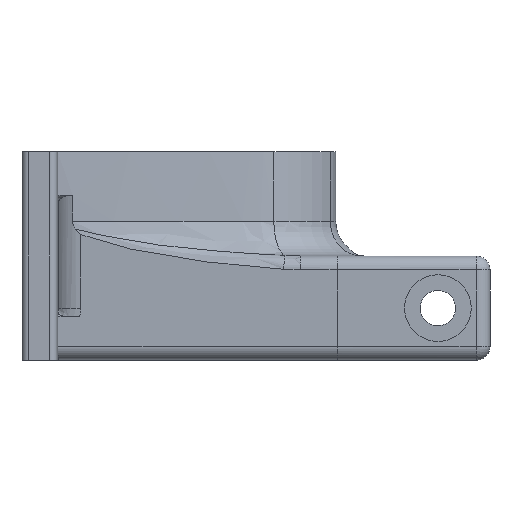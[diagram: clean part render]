
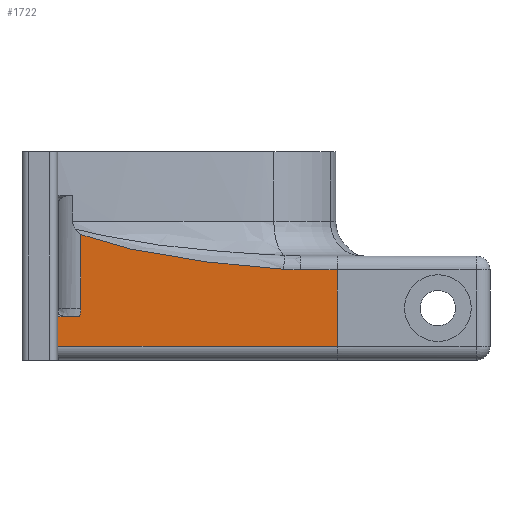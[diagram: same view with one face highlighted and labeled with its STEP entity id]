
A CAD part, front view. The second image highlights one B-rep face of the part: STEP entity #1722.
In plain terms, the highlighted planar face has unit normal (-0.037, -0.999, 0).
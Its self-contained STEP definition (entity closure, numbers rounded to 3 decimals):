
#37=(
BOUNDED_CURVE()
B_SPLINE_CURVE(2,(#3436,#3437,#3438),.UNSPECIFIED.,.F.,.F.)
B_SPLINE_CURVE_WITH_KNOTS((3,3),(1.296,1.609),
 .UNSPECIFIED.)
CURVE()
GEOMETRIC_REPRESENTATION_ITEM()
RATIONAL_B_SPLINE_CURVE((0.999,0.999,0.999))
REPRESENTATION_ITEM('')
);
#186=PLANE('',#1863);
#240=LINE('',#2852,#358);
#265=LINE('',#3608,#383);
#270=LINE('',#3669,#388);
#271=LINE('',#3672,#389);
#272=LINE('',#3673,#390);
#358=VECTOR('',#2064,5.);
#383=VECTOR('',#2159,10.);
#388=VECTOR('',#2190,10.);
#389=VECTOR('',#2195,10.);
#390=VECTOR('',#2196,10.);
#484=FACE_OUTER_BOUND('',#587,.T.);
#587=EDGE_LOOP('',(#1407,#1408,#1409,#1410,#1411,#1412,#1413,#1414,#1415));
#671=B_SPLINE_CURVE_WITH_KNOTS('',3,(#2940,#2941,#2942,#2943,#2944,#2945,
#2946,#2947),.UNSPECIFIED.,.F.,.F.,(4,1,1,1,1,4),(2.086,2.134,
2.173,2.193,2.203,2.213),
 .UNSPECIFIED.);
#679=B_SPLINE_CURVE_WITH_KNOTS('',3,(#3164,#3165,#3166,#3167,#3168,#3169,
#3170,#3171,#3172,#3173,#3174,#3175),.UNSPECIFIED.,.F.,.F.,(4,2,2,2,2,4),
(0.399,0.703,1.545,2.392,2.926,
3.369),.UNSPECIFIED.);
#698=B_SPLINE_CURVE_WITH_KNOTS('',3,(#3633,#3634,#3635,#3636),
 .UNSPECIFIED.,.F.,.F.,(4,4),(0.,0.24),.UNSPECIFIED.);
#765=VERTEX_POINT('',#2849);
#766=VERTEX_POINT('',#2851);
#768=VERTEX_POINT('',#2916);
#777=VERTEX_POINT('',#3163);
#799=VERTEX_POINT('',#3434);
#814=VERTEX_POINT('',#3601);
#817=VERTEX_POINT('',#3606);
#825=VERTEX_POINT('',#3666);
#826=VERTEX_POINT('',#3668);
#945=EDGE_CURVE('',#765,#766,#240,.T.);
#949=EDGE_CURVE('',#768,#765,#671,.T.);
#961=EDGE_CURVE('',#766,#777,#679,.T.);
#990=EDGE_CURVE('',#799,#768,#37,.T.);
#1021=EDGE_CURVE('',#817,#814,#265,.T.);
#1023=EDGE_CURVE('',#777,#817,#698,.T.);
#1037=EDGE_CURVE('',#825,#826,#270,.T.);
#1039=EDGE_CURVE('',#826,#799,#271,.T.);
#1040=EDGE_CURVE('',#825,#814,#272,.T.);
#1407=ORIENTED_EDGE('',*,*,#990,.F.);
#1408=ORIENTED_EDGE('',*,*,#1039,.F.);
#1409=ORIENTED_EDGE('',*,*,#1037,.F.);
#1410=ORIENTED_EDGE('',*,*,#1040,.T.);
#1411=ORIENTED_EDGE('',*,*,#1021,.F.);
#1412=ORIENTED_EDGE('',*,*,#1023,.F.);
#1413=ORIENTED_EDGE('',*,*,#961,.F.);
#1414=ORIENTED_EDGE('',*,*,#945,.F.);
#1415=ORIENTED_EDGE('',*,*,#949,.F.);
#1722=ADVANCED_FACE('',(#484),#186,.T.);
#1863=AXIS2_PLACEMENT_3D('',#3671,#2193,#2194);
#2064=DIRECTION('',(0.,0.,1.));
#2159=DIRECTION('',(0.999,-0.037,0.));
#2190=DIRECTION('',(-0.999,0.037,0.));
#2193=DIRECTION('center_axis',(-0.037,-0.999,0.));
#2194=DIRECTION('ref_axis',(0.999,-0.037,0.));
#2195=DIRECTION('',(0.,0.,1.));
#2196=DIRECTION('',(0.,0.,1.));
#2849=CARTESIAN_POINT('',(-36.897,-15.144,7.477));
#2851=CARTESIAN_POINT('',(-36.897,-15.144,18.075));
#2852=CARTESIAN_POINT('',(-36.897,-15.144,22.477));
#2916=CARTESIAN_POINT('',(-37.08,-15.137,6.227));
#2940=CARTESIAN_POINT('Ctrl Pts',(-37.08,-15.137,6.227));
#2941=CARTESIAN_POINT('Ctrl Pts',(-37.034,-15.138,6.378));
#2942=CARTESIAN_POINT('Ctrl Pts',(-36.966,-15.141,6.662));
#2943=CARTESIAN_POINT('Ctrl Pts',(-36.918,-15.143,7.015));
#2944=CARTESIAN_POINT('Ctrl Pts',(-36.902,-15.143,7.246));
#2945=CARTESIAN_POINT('Ctrl Pts',(-36.897,-15.143,7.378));
#2946=CARTESIAN_POINT('Ctrl Pts',(-36.897,-15.144,7.444));
#2947=CARTESIAN_POINT('Ctrl Pts',(-36.897,-15.144,7.477));
#3163=CARTESIAN_POINT('',(-7.713,-16.216,13.087));
#3164=CARTESIAN_POINT('Ctrl Pts',(-36.897,-15.143,18.075));
#3165=CARTESIAN_POINT('Ctrl Pts',(-35.938,-15.179,17.736));
#3166=CARTESIAN_POINT('Ctrl Pts',(-34.978,-15.214,17.437));
#3167=CARTESIAN_POINT('Ctrl Pts',(-31.314,-15.349,16.338));
#3168=CARTESIAN_POINT('Ctrl Pts',(-28.577,-15.449,15.689));
#3169=CARTESIAN_POINT('Ctrl Pts',(-23.04,-15.653,14.676));
#3170=CARTESIAN_POINT('Ctrl Pts',(-20.238,-15.756,14.306));
#3171=CARTESIAN_POINT('Ctrl Pts',(-15.665,-15.924,13.799));
#3172=CARTESIAN_POINT('Ctrl Pts',(-13.898,-15.989,13.626));
#3173=CARTESIAN_POINT('Ctrl Pts',(-10.658,-16.108,13.33));
#3174=CARTESIAN_POINT('Ctrl Pts',(-9.187,-16.162,13.191));
#3175=CARTESIAN_POINT('Ctrl Pts',(-7.713,-16.216,13.095));
#3434=CARTESIAN_POINT('',(-40.208,-15.022,6.227));
#3436=CARTESIAN_POINT('Ctrl Pts',(-40.208,-15.022,6.227));
#3437=CARTESIAN_POINT('Ctrl Pts',(-38.644,-15.079,6.227));
#3438=CARTESIAN_POINT('Ctrl Pts',(-37.08,-15.137,6.227));
#3601=CARTESIAN_POINT('',(0.,-16.5,13.));
#3606=CARTESIAN_POINT('',(-5.319,-16.304,13.));
#3608=CARTESIAN_POINT('',(-26.255,-15.535,13.));
#3633=CARTESIAN_POINT('Ctrl Pts',(-7.713,-16.216,13.087));
#3634=CARTESIAN_POINT('Ctrl Pts',(-6.916,-16.246,13.035));
#3635=CARTESIAN_POINT('Ctrl Pts',(-6.118,-16.275,13.));
#3636=CARTESIAN_POINT('Ctrl Pts',(-5.319,-16.304,13.));
#3666=CARTESIAN_POINT('',(0.,-16.5,2.));
#3668=CARTESIAN_POINT('',(-40.208,-15.022,2.));
#3669=CARTESIAN_POINT('',(-42.109,-14.952,2.));
#3671=CARTESIAN_POINT('Origin',(-40.208,-15.022,0.));
#3672=CARTESIAN_POINT('',(-40.208,-15.022,0.));
#3673=CARTESIAN_POINT('',(0.,-16.5,0.));
